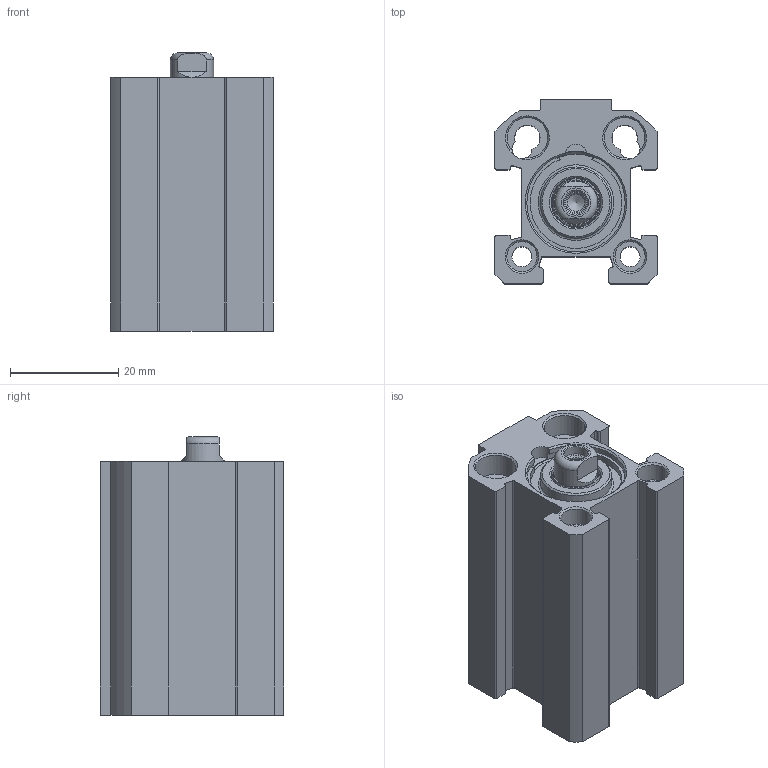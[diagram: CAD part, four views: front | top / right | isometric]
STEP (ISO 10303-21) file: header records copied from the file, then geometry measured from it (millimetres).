
FILE_DESCRIPTION((''),'2;1');
FILE_NAME('FSR016.020.GS.F.stp','2014-06-18T08:09:16',('carlo.corazza'),(''),'Autodesk Inventor 2012','Autodesk Inventor 2012','');
FILE_SCHEMA(('AUTOMOTIVE_DESIGN { 1 0 10303 214 1 1 1 1 }'));
Length unit declared in the file: millimetre
Products named in the file (5): FSR016..GS.F; CORPO-020; TP; STELO-020; TA
Assembly tree (4 placements, depth 2):
  FSR016..GS.F
    CORPO-020
    TP
    STELO-020
    TA
Bounding box: 30 x 34 x 51.5 mm (x, y, z)
Volume: 24952.9 mm3; surface area: 16901.1 mm2
Topology: 6 solids, 6 shells, 184 faces, 453 edges, 294 vertices
Faces by surface type: plane 75, cylinder 70, cone 31, torus 8
Full cylindrical faces by diameter (mm): 1.3 x2, 3.242 x2, 3.7 x2, 4.134 x2, 4.25 x1, 5.6 x4, 7 x1, 8 x1, 8.42 x1, 9.2 x1, 13.2 x1, 14 x1, 16 x1, 17.9 x4, 19 x2
Entity records: 5652 total; most frequent: CARTESIAN_POINT 1085, DIRECTION 936, ORIENTED_EDGE 762, AXIS2_PLACEMENT_3D 385, EDGE_CURVE 381, VERTEX_POINT 279, EDGE_LOOP 270, CIRCLE 190
